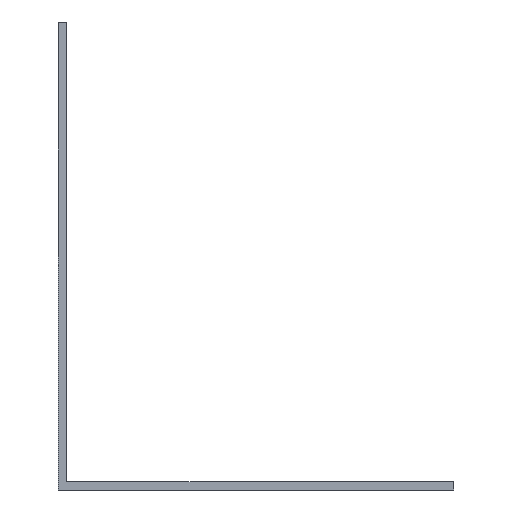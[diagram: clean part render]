
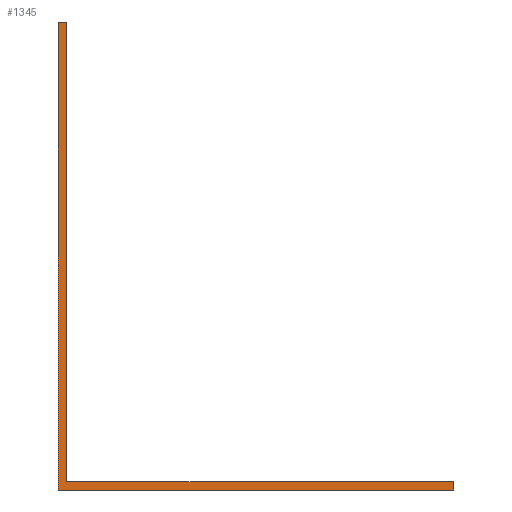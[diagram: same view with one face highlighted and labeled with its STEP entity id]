
A CAD part, front view. The second image highlights one B-rep face of the part: STEP entity #1345.
In plain terms, the highlighted planar face has unit normal (0, -1, 0).
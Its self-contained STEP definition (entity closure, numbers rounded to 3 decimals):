
#216 = CARTESIAN_POINT ( 'NONE',  ( 0., -662., 0. ) ) ;
#257 = CARTESIAN_POINT ( 'NONE',  ( 0.8, -662., 45. ) ) ;
#270 = VECTOR ( 'NONE', #418, 1000. ) ;
#372 = DIRECTION ( 'NONE',  ( 0., -1., 0. ) ) ;
#418 = DIRECTION ( 'NONE',  ( 1., 0., 0. ) ) ;
#562 = VERTEX_POINT ( 'NONE', #1530 ) ;
#759 = DIRECTION ( 'NONE',  ( 1., 0., 0. ) ) ;
#926 = FACE_OUTER_BOUND ( 'NONE', #4885, .T. ) ;
#975 = EDGE_CURVE ( 'NONE', #4710, #562, #2621, .T. ) ;
#1105 = PLANE ( 'NONE',  #4261 ) ;
#1106 = VERTEX_POINT ( 'NONE', #4374 ) ;
#1120 = CARTESIAN_POINT ( 'NONE',  ( 0.8, -662., 45. ) ) ;
#1166 = EDGE_CURVE ( 'NONE', #1860, #2996, #2807, .T. ) ;
#1345 = ADVANCED_FACE ( 'NONE', ( #926 ), #1105, .T. ) ;
#1530 = CARTESIAN_POINT ( 'NONE',  ( 38., -662., 0.8 ) ) ;
#1860 = VERTEX_POINT ( 'NONE', #1120 ) ;
#2007 = CARTESIAN_POINT ( 'NONE',  ( 0.8, -662., 0.8 ) ) ;
#2221 = EDGE_CURVE ( 'NONE', #1860, #1106, #4024, .T. ) ;
#2265 = ORIENTED_EDGE ( 'NONE', *, *, #1166, .F. ) ;
#2310 = EDGE_CURVE ( 'NONE', #4477, #4710, #2540, .T. ) ;
#2386 = EDGE_CURVE ( 'NONE', #2996, #562, #3329, .T. ) ;
#2416 = VECTOR ( 'NONE', #2635, 1000. ) ;
#2540 = LINE ( 'NONE', #3804, #3550 ) ;
#2621 = LINE ( 'NONE', #4276, #4480 ) ;
#2635 = DIRECTION ( 'NONE',  ( 0., 0., -1. ) ) ;
#2704 = CARTESIAN_POINT ( 'NONE',  ( 0., -662., 0.8 ) ) ;
#2802 = EDGE_CURVE ( 'NONE', #1106, #4477, #3437, .T. ) ;
#2807 = LINE ( 'NONE', #257, #3455 ) ;
#2877 = ORIENTED_EDGE ( 'NONE', *, *, #2802, .T. ) ;
#2957 = DIRECTION ( 'NONE',  ( 0., 0., -1. ) ) ;
#2983 = ORIENTED_EDGE ( 'NONE', *, *, #975, .T. ) ;
#2996 = VERTEX_POINT ( 'NONE', #2007 ) ;
#3017 = CARTESIAN_POINT ( 'NONE',  ( 38., -662., 0. ) ) ;
#3022 = CARTESIAN_POINT ( 'NONE',  ( 0., -662., 45. ) ) ;
#3065 = ORIENTED_EDGE ( 'NONE', *, *, #2386, .F. ) ;
#3070 = DIRECTION ( 'NONE',  ( -1., 0., 0. ) ) ;
#3329 = LINE ( 'NONE', #2704, #270 ) ;
#3372 = DIRECTION ( 'NONE',  ( -1., 0., 0. ) ) ;
#3437 = LINE ( 'NONE', #3022, #2416 ) ;
#3455 = VECTOR ( 'NONE', #2957, 1000. ) ;
#3550 = VECTOR ( 'NONE', #759, 1000. ) ;
#3778 = ORIENTED_EDGE ( 'NONE', *, *, #2221, .T. ) ;
#3790 = ORIENTED_EDGE ( 'NONE', *, *, #2310, .T. ) ;
#3804 = CARTESIAN_POINT ( 'NONE',  ( 0., -662., 0. ) ) ;
#3908 = DIRECTION ( 'NONE',  ( 0., 0., 1. ) ) ;
#4024 = LINE ( 'NONE', #4821, #4753 ) ;
#4261 = AXIS2_PLACEMENT_3D ( 'NONE', #4510, #372, #3070 ) ;
#4276 = CARTESIAN_POINT ( 'NONE',  ( 38., -662., 0. ) ) ;
#4374 = CARTESIAN_POINT ( 'NONE',  ( 0., -662., 45. ) ) ;
#4477 = VERTEX_POINT ( 'NONE', #216 ) ;
#4480 = VECTOR ( 'NONE', #3908, 1000. ) ;
#4510 = CARTESIAN_POINT ( 'NONE',  ( 0., -662., 0. ) ) ;
#4710 = VERTEX_POINT ( 'NONE', #3017 ) ;
#4753 = VECTOR ( 'NONE', #3372, 1000. ) ;
#4821 = CARTESIAN_POINT ( 'NONE',  ( 0.8, -662., 45. ) ) ;
#4885 = EDGE_LOOP ( 'NONE', ( #3065, #2265, #3778, #2877, #3790, #2983 ) ) ;
